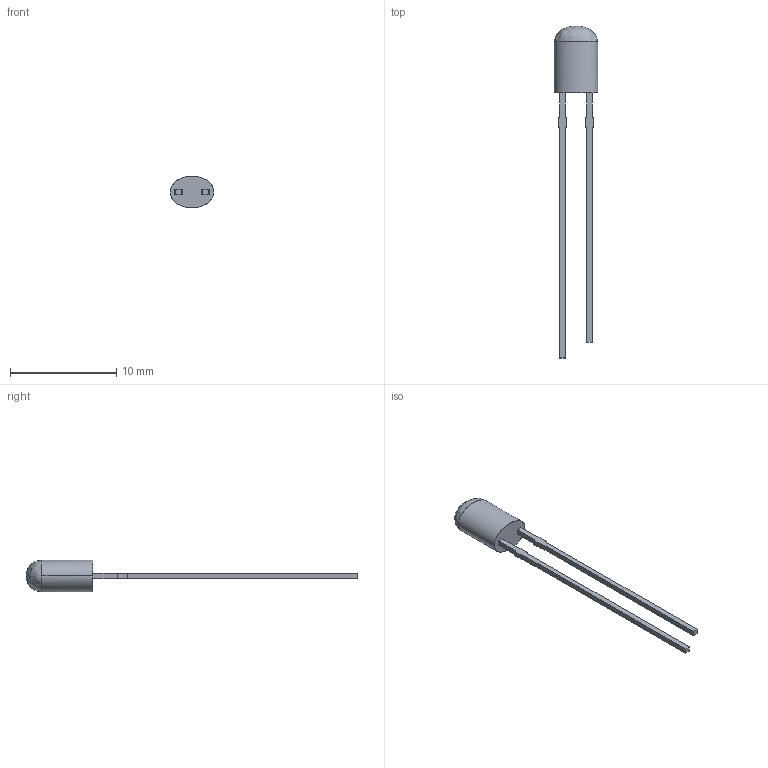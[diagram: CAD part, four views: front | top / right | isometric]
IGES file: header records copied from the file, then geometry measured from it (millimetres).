
Start section: SolidWorks IGES file using analytic representation for surfaces
Global section: file name: WP3653.igs; native system: SolidWorks 2012; preprocessor: SolidWorks 2012; author: Evant; date: 180823.134407; units: millimetre
Bounding box: 4.1 x 31.3 x 3 mm (x, y, z)
Surface area: 179.6 mm2 (no closed solid volume)
Topology: 0 solids, 0 shells, 30 faces, 188 edges, 186 vertices
Faces by surface type: bspline 30
